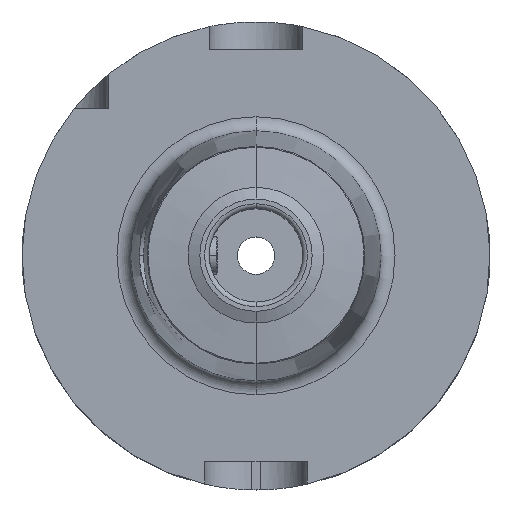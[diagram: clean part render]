
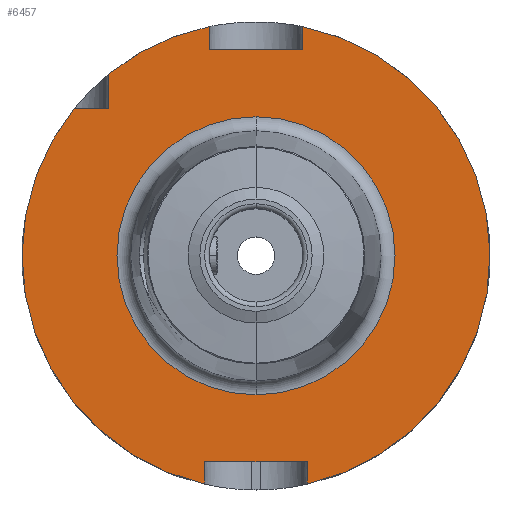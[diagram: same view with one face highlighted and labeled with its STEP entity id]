
A CAD part, top view. The second image highlights one B-rep face of the part: STEP entity #6457.
In plain terms, the highlighted planar face has unit normal (0, 0, 1).
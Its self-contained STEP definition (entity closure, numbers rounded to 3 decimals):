
#347=DIRECTION('',(1.,0.,0.));
#348=VECTOR('',#347,20.);
#349=CARTESIAN_POINT('',(-10.,44.,28.95));
#350=LINE('',#349,#348);
#354=DIRECTION('',(0.,-1.,0.));
#355=VECTOR('',#354,4.99);
#356=CARTESIAN_POINT('',(10.,48.99,28.95));
#357=LINE('',#356,#355);
#361=DIRECTION('',(0.,1.,0.));
#362=VECTOR('',#361,4.775);
#363=CARTESIAN_POINT('',(11.,-48.775,28.95));
#364=LINE('',#363,#362);
#368=DIRECTION('',(1.,0.,0.));
#369=VECTOR('',#368,22.);
#370=CARTESIAN_POINT('',(-11.,-44.,28.95));
#371=LINE('',#370,#369);
#375=DIRECTION('',(0.,1.,0.));
#376=VECTOR('',#375,4.775);
#377=CARTESIAN_POINT('',(-11.,-48.775,28.95));
#378=LINE('',#377,#376);
#382=DIRECTION('',(1.,0.,0.));
#383=VECTOR('',#382,7.33);
#384=CARTESIAN_POINT('',(-38.83,31.5,28.95));
#385=LINE('',#384,#383);
#389=DIRECTION('',(0.,-1.,0.));
#390=VECTOR('',#389,7.33);
#391=CARTESIAN_POINT('',(-31.5,38.83,28.95));
#392=LINE('',#391,#390);
#396=DIRECTION('',(0.,-1.,0.));
#397=VECTOR('',#396,4.99);
#398=CARTESIAN_POINT('',(-10.,48.99,28.95));
#399=LINE('',#398,#397);
#403=CARTESIAN_POINT('',(0.,0.,28.95));
#404=DIRECTION('',(0.,0.,1.));
#405=DIRECTION('',(0.,1.,0.));
#406=AXIS2_PLACEMENT_3D('',#403,#404,#405);
#411=CARTESIAN_POINT('',(0.,0.,28.95));
#412=DIRECTION('',(0.,0.,1.));
#413=DIRECTION('',(0.,-1.,0.));
#414=AXIS2_PLACEMENT_3D('',#411,#412,#413);
#553=CARTESIAN_POINT('',(0.,0.,28.95));
#554=DIRECTION('',(0.,0.,1.));
#555=DIRECTION('',(-0.777,0.63,0.));
#556=AXIS2_PLACEMENT_3D('',#553,#554,#555);
#561=CARTESIAN_POINT('',(0.,0.,28.95));
#562=DIRECTION('',(0.,0.,1.));
#563=DIRECTION('',(0.22,-0.975,0.));
#564=AXIS2_PLACEMENT_3D('',#561,#562,#563);
#569=CARTESIAN_POINT('',(0.,0.,28.95));
#570=DIRECTION('',(0.,0.,1.));
#571=DIRECTION('',(-0.2,0.98,0.));
#572=AXIS2_PLACEMENT_3D('',#569,#570,#571);
#5800=CARTESIAN_POINT('',(0.,29.709,28.95));
#5801=VERTEX_POINT('',#5800);
#5802=CARTESIAN_POINT('',(0.,-29.709,28.95));
#5803=VERTEX_POINT('',#5802);
#5998=CARTESIAN_POINT('',(-31.5,31.5,28.95));
#6000=VERTEX_POINT('',#5998);
#6012=CARTESIAN_POINT('',(11.,-44.,28.95));
#6013=VERTEX_POINT('',#6012);
#6014=CARTESIAN_POINT('',(-11.,-44.,28.95));
#6015=VERTEX_POINT('',#6014);
#6028=CARTESIAN_POINT('',(10.,44.,28.95));
#6029=VERTEX_POINT('',#6028);
#6030=CARTESIAN_POINT('',(-10.,44.,28.95));
#6031=VERTEX_POINT('',#6030);
#6109=CARTESIAN_POINT('',(-38.83,31.5,28.95));
#6110=VERTEX_POINT('',#6109);
#6111=CARTESIAN_POINT('',(-31.5,38.83,28.95));
#6112=VERTEX_POINT('',#6111);
#6139=CARTESIAN_POINT('',(11.,-48.775,28.95));
#6140=VERTEX_POINT('',#6139);
#6141=CARTESIAN_POINT('',(-11.,-48.775,28.95));
#6142=VERTEX_POINT('',#6141);
#6169=CARTESIAN_POINT('',(10.,48.99,28.95));
#6170=VERTEX_POINT('',#6169);
#6171=CARTESIAN_POINT('',(-10.,48.99,28.95));
#6172=VERTEX_POINT('',#6171);
#6424=CARTESIAN_POINT('',(0.,0.,28.95));
#6425=DIRECTION('',(0.,0.,1.));
#6426=DIRECTION('',(0.,1.,0.));
#6427=AXIS2_PLACEMENT_3D('',#6424,#6425,#6426);
#6428=PLANE('',#6427);
#6430=ORIENTED_EDGE('',*,*,#6429,.T.);
#6432=ORIENTED_EDGE('',*,*,#6431,.F.);
#6434=ORIENTED_EDGE('',*,*,#6433,.F.);
#6436=ORIENTED_EDGE('',*,*,#6435,.T.);
#6438=ORIENTED_EDGE('',*,*,#6437,.F.);
#6440=ORIENTED_EDGE('',*,*,#6439,.F.);
#6442=ORIENTED_EDGE('',*,*,#6441,.F.);
#6444=ORIENTED_EDGE('',*,*,#6443,.T.);
#6446=ORIENTED_EDGE('',*,*,#6445,.F.);
#6448=ORIENTED_EDGE('',*,*,#6447,.F.);
#6450=ORIENTED_EDGE('',*,*,#6449,.T.);
#6451=EDGE_LOOP('',(#6430,#6432,#6434,#6436,#6438,#6440,#6442,#6444,#6446,#6448,
#6450));
#6452=FACE_OUTER_BOUND('',#6451,.F.);
#6453=ORIENTED_EDGE('',*,*,#6406,.T.);
#6454=ORIENTED_EDGE('',*,*,#6417,.T.);
#6455=EDGE_LOOP('',(#6453,#6454));
#6456=FACE_BOUND('',#6455,.F.);
#407=CIRCLE('',#406,29.709);
#415=CIRCLE('',#414,29.709);
#557=CIRCLE('',#556,50.);
#565=CIRCLE('',#564,50.);
#573=CIRCLE('',#572,50.);
#6406=EDGE_CURVE('',#5801,#5803,#407,.T.);
#6417=EDGE_CURVE('',#5803,#5801,#415,.T.);
#6429=EDGE_CURVE('',#6031,#6029,#350,.T.);
#6431=EDGE_CURVE('',#6170,#6029,#357,.T.);
#6433=EDGE_CURVE('',#6140,#6170,#565,.T.);
#6435=EDGE_CURVE('',#6140,#6013,#364,.T.);
#6437=EDGE_CURVE('',#6015,#6013,#371,.T.);
#6439=EDGE_CURVE('',#6142,#6015,#378,.T.);
#6441=EDGE_CURVE('',#6110,#6142,#557,.T.);
#6443=EDGE_CURVE('',#6110,#6000,#385,.T.);
#6445=EDGE_CURVE('',#6112,#6000,#392,.T.);
#6447=EDGE_CURVE('',#6172,#6112,#573,.T.);
#6449=EDGE_CURVE('',#6172,#6031,#399,.T.);
#6457=ADVANCED_FACE('',(#6452,#6456),#6428,.T.);
